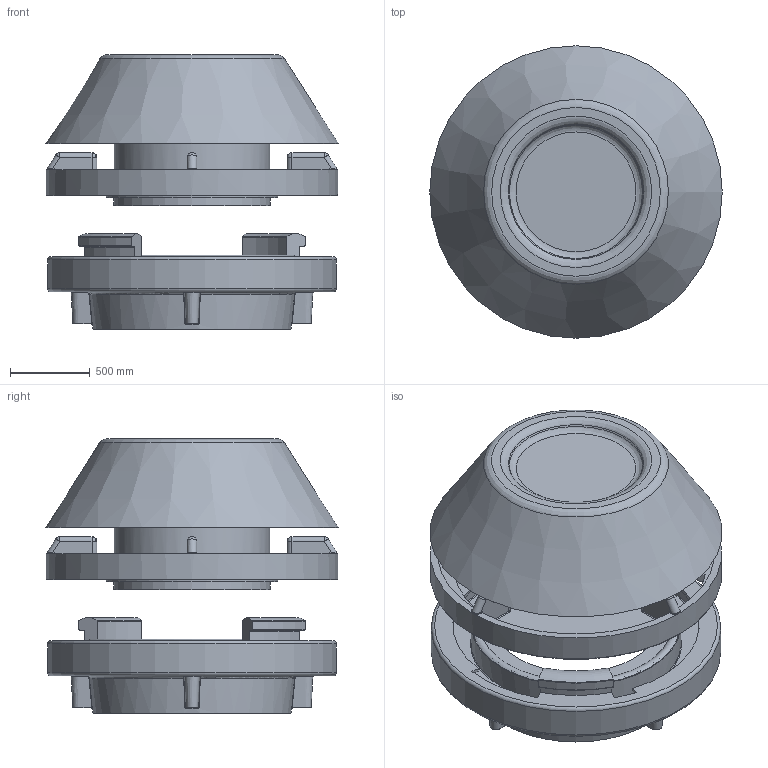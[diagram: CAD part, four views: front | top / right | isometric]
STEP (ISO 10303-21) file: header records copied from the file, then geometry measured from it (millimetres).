
FILE_DESCRIPTION(/* description */ (''),/* implementation_level */ '2;1');
FILE_NAME(/* name */ '18355.000X_3D.stp',/* time_stamp */ '2024-12-12T07:40:38+01:00',/* author */ ('CAD'),/* organization */ (''),/* preprocessor_version */ 'ST-DEVELOPER v20',/* originating_system */ 'AutoCAD Mechanical',/* authorisation */ '');
FILE_SCHEMA (('AUTOMOTIVE_DESIGN { 1 0 10303 214 3 1 1 }'));
Length unit declared in the file: centimetre
Products named in the file (2): Product; *S0
Assembly tree (1 placements, depth 2):
  Product
    *S0
Bounding box: 1828 x 1828 x 1718.8 mm (x, y, z)
Volume: 596775033.2 mm3; surface area: 31796775.2 mm2
Topology: 6 solids, 6 shells, 880 faces, 3769 edges, 2875 vertices
Faces by surface type: cylinder 680, plane 70, torus 50, bspline 32, cone 28, sphere 20
Full cylindrical faces by diameter (mm): 30 x600, 85 x1, 750 x1, 870 x1, 950 x1, 970 x1, 980 x1, 1000 x1, 1010 x1, 1020 x1, 1070 x1, 1120 x2, 1140 x2, 1235 x2, 1810 x1, 1820 x1
Entity records: 81683 total; most frequent: CARTESIAN_POINT 52408, ORIENTED_EDGE 7506, EDGE_CURVE 3753, DIRECTION 3302, VERTEX_POINT 2875, B_SPLINE_CURVE_WITH_KNOTS 2529, EDGE_LOOP 2086, AXIS2_PLACEMENT_3D 1227
